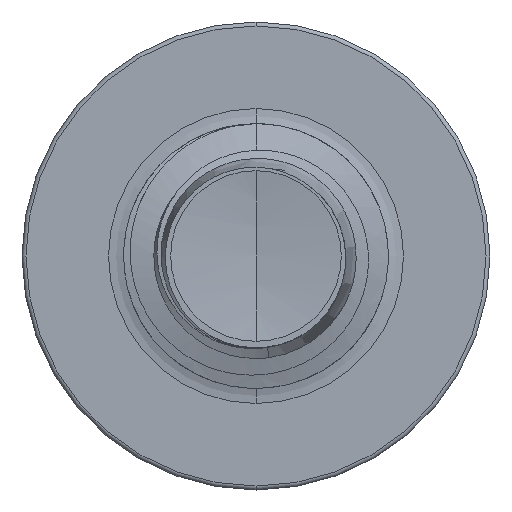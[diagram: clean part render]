
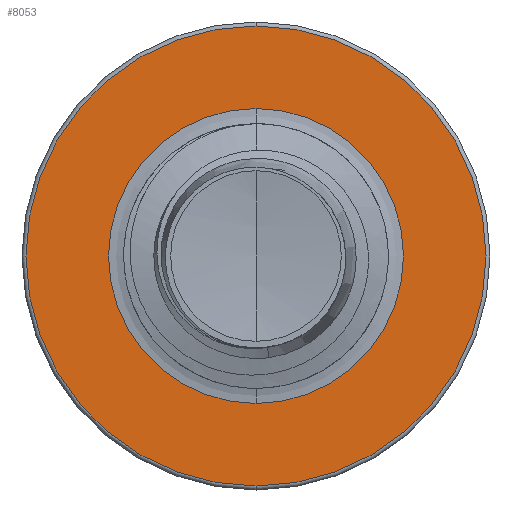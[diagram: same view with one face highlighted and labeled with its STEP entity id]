
A CAD part, front view. The second image highlights one B-rep face of the part: STEP entity #8053.
In plain terms, the highlighted planar face has unit normal (0, -1, 0).
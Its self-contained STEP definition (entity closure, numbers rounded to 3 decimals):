
#301 = DIRECTION ( 'NONE',  ( 0., 0., 1. ) ) ;
#2347 = DIRECTION ( 'NONE',  ( 0., 1., 0. ) ) ;
#3018 = CARTESIAN_POINT ( 'NONE',  ( 0., 4.5, -1.67 ) ) ;
#3061 = AXIS2_PLACEMENT_3D ( 'NONE', #10080, #2347, #11197 ) ;
#3255 = ORIENTED_EDGE ( 'NONE', *, *, #9028, .F. ) ;
#3620 = DIRECTION ( 'NONE',  ( 0., 1., 0. ) ) ;
#4323 = FACE_OUTER_BOUND ( 'NONE', #12112, .T. ) ;
#4936 = CARTESIAN_POINT ( 'NONE',  ( 0., 4.5, -2.605 ) ) ;
#5020 = PLANE ( 'NONE',  #3061 ) ;
#5563 = AXIS2_PLACEMENT_3D ( 'NONE', #14789, #8299, #301 ) ;
#5757 = CIRCLE ( 'NONE', #12773, 2.605 ) ;
#5807 = CARTESIAN_POINT ( 'NONE',  ( 0., 4.5, 0. ) ) ;
#6793 = VERTEX_POINT ( 'NONE', #8469 ) ;
#6908 = FACE_BOUND ( 'NONE', #13282, .T. ) ;
#7054 = DIRECTION ( 'NONE',  ( 0., 0., 1. ) ) ;
#7610 = DIRECTION ( 'NONE',  ( 0., 1., 0. ) ) ;
#7921 = EDGE_CURVE ( 'NONE', #6793, #13844, #8468, .T. ) ;
#8003 = ORIENTED_EDGE ( 'NONE', *, *, #8581, .F. ) ;
#8053 = ADVANCED_FACE ( 'NONE', ( #4323, #6908 ), #5020, .F. ) ;
#8299 = DIRECTION ( 'NONE',  ( 0., 1., 0. ) ) ;
#8468 = CIRCLE ( 'NONE', #10250, 1.67 ) ;
#8469 = CARTESIAN_POINT ( 'NONE',  ( 0., 4.5, 1.67 ) ) ;
#8581 = EDGE_CURVE ( 'NONE', #9435, #13922, #5757, .T. ) ;
#8789 = ORIENTED_EDGE ( 'NONE', *, *, #7921, .T. ) ;
#9028 = EDGE_CURVE ( 'NONE', #13922, #9435, #10407, .T. ) ;
#9055 = CIRCLE ( 'NONE', #5563, 1.67 ) ;
#9435 = VERTEX_POINT ( 'NONE', #4936 ) ;
#9922 = ORIENTED_EDGE ( 'NONE', *, *, #11894, .T. ) ;
#10080 = CARTESIAN_POINT ( 'NONE',  ( 0., 4.5, -1.67 ) ) ;
#10250 = AXIS2_PLACEMENT_3D ( 'NONE', #11107, #3620, #12146 ) ;
#10407 = CIRCLE ( 'NONE', #10438, 2.605 ) ;
#10438 = AXIS2_PLACEMENT_3D ( 'NONE', #14227, #7610, #15248 ) ;
#11107 = CARTESIAN_POINT ( 'NONE',  ( 0., 4.5, 0. ) ) ;
#11197 = DIRECTION ( 'NONE',  ( 0., 0., 1. ) ) ;
#11894 = EDGE_CURVE ( 'NONE', #13844, #6793, #9055, .T. ) ;
#12112 = EDGE_LOOP ( 'NONE', ( #3255, #8003 ) ) ;
#12146 = DIRECTION ( 'NONE',  ( 0., 0., 1. ) ) ;
#12773 = AXIS2_PLACEMENT_3D ( 'NONE', #5807, #13764, #7054 ) ;
#13282 = EDGE_LOOP ( 'NONE', ( #8789, #9922 ) ) ;
#13764 = DIRECTION ( 'NONE',  ( 0., 1., 0. ) ) ;
#13844 = VERTEX_POINT ( 'NONE', #3018 ) ;
#13922 = VERTEX_POINT ( 'NONE', #14774 ) ;
#14227 = CARTESIAN_POINT ( 'NONE',  ( 0., 4.5, 0. ) ) ;
#14774 = CARTESIAN_POINT ( 'NONE',  ( 0., 4.5, 2.605 ) ) ;
#14789 = CARTESIAN_POINT ( 'NONE',  ( 0., 4.5, 0. ) ) ;
#15248 = DIRECTION ( 'NONE',  ( 0., 0., 1. ) ) ;
